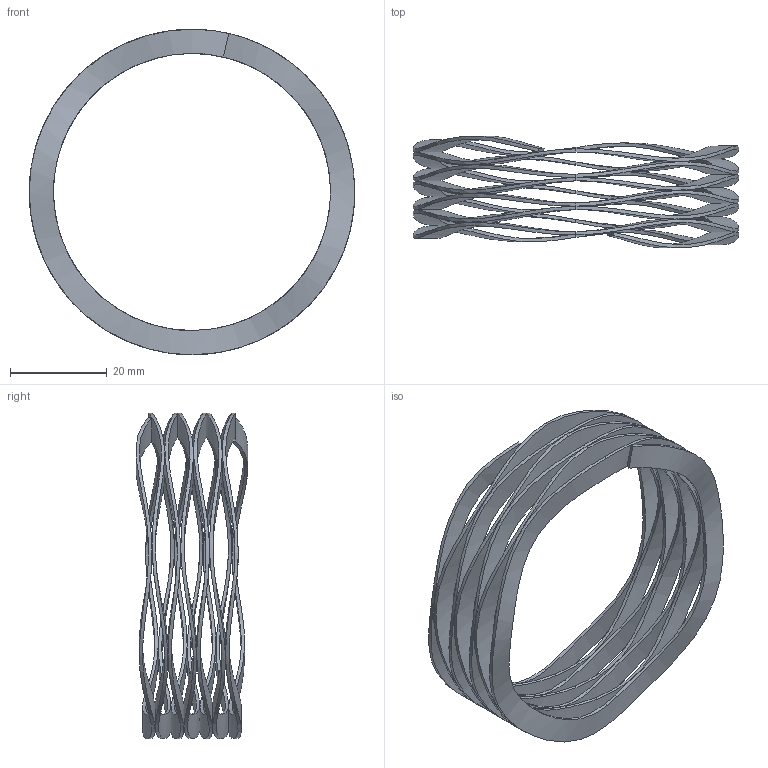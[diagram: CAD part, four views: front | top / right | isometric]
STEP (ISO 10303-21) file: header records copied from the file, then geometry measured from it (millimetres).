
FILE_DESCRIPTION (( 'STEP AP203' ), '1' );
FILE_NAME ('WP67.2P360N7.STEP', '2022-09-07T02:10:09', ( '' ), ( '' ), 'SwSTEP 2.0', 'SolidWorks 2020', '' );
FILE_SCHEMA (( 'CONFIG_CONTROL_DESIGN' ));
Length unit declared in the file: millimetre
Products named in the file (1): WP67.2P360N7
Bounding box: 67.2 x 23.06 x 67.2 mm (x, y, z)
Volume: 4691.8 mm3; surface area: 15500.2 mm2
Topology: 1 solids, 1 shells, 32 faces, 90 edges, 60 vertices
Faces by surface type: cylinder 28, bspline 2, plane 2
Entity records: 13469 total; most frequent: CARTESIAN_POINT 12691, ORIENTED_EDGE 180, DIRECTION 92, EDGE_CURVE 90, VERTEX_POINT 60, B_SPLINE_CURVE_WITH_KNOTS 56, EDGE_LOOP 32, FACE_OUTER_BOUND 32
